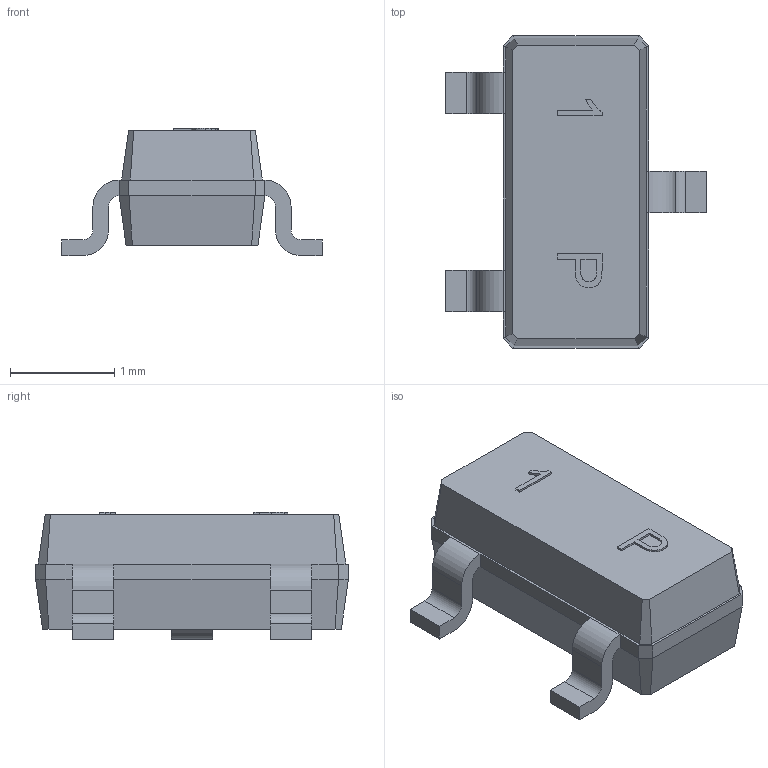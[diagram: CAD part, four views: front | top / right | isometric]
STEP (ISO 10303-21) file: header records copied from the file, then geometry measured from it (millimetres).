
FILE_DESCRIPTION(/* description */ (''),/* implementation_level */ '2;1');
FILE_NAME(/* name */ 'MMBT2222A.step',/* time_stamp */ '2019-02-03T20:56:43+07:00',/* author */ ('boy9x0'),/* organization */ (''),/* preprocessor_version */ 'ST-DEVELOPER v17.2',/* originating_system */ 'Autodesk Translation Framework v7.6.0.251',/* authorisation */ '');
FILE_SCHEMA (('AUTOMOTIVE_DESIGN { 1 0 10303 214 3 1 1 }'));
Length unit declared in the file: millimetre
Products named in the file (2): MMBT2222A; Text
Assembly tree (1 placements, depth 2):
  MMBT2222A
    Text
Bounding box: 2.5 x 3 x 1.22 mm (x, y, z)
Volume: 4.4 mm3; surface area: 19.9 mm2
Topology: 3 solids, 3 shells, 108 faces, 264 edges, 162 vertices
Faces by surface type: plane 81, bspline 15, cylinder 12
Entity records: 3382 total; most frequent: CARTESIAN_POINT 793, ORIENTED_EDGE 528, DIRECTION 452, EDGE_CURVE 264, LINE 210, VECTOR 210, VERTEX_POINT 162, AXIS2_PLACEMENT_3D 121
